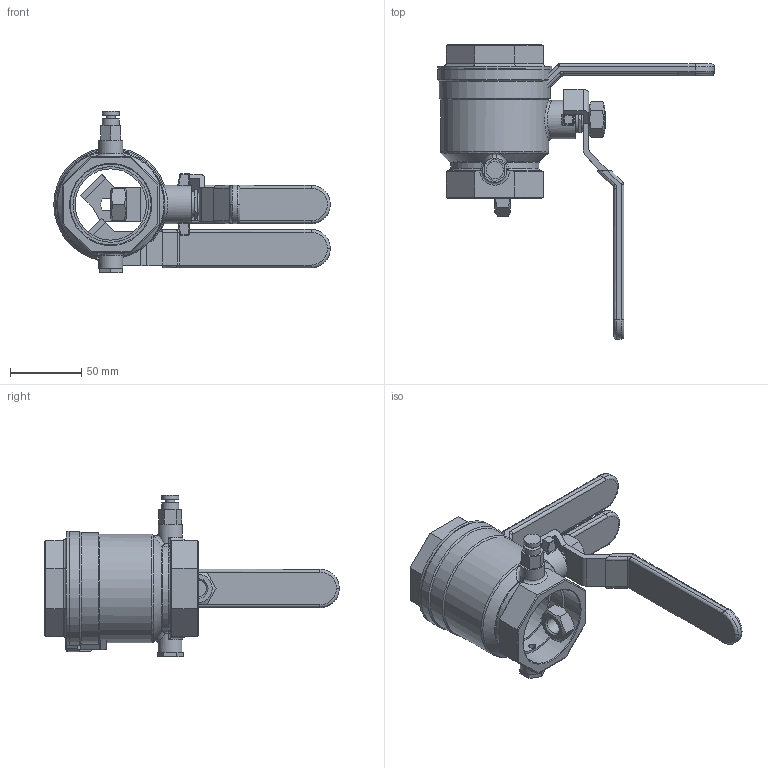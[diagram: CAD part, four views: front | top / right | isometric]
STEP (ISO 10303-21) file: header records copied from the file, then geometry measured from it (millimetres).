
FILE_DESCRIPTION( ( 'Unknown' ), '1' );
FILE_NAME( '704-09.stp', 'Unknown', ( 'Unknown' ), ( 'Unknown' ), 'PSStep 13.0', 'Unknown', ' ' );
FILE_SCHEMA( ( 'AUTOMOTIVE_DESIGN { 1 0 10303 214 1 1 1 1 }' ) );
Length unit declared in the file: millimetre
Products named in the file (6): Stahlgriff 2; Assem1; Stahlgriff-um; Stahlgriff-1; 704-09_Körper; WUERTH 032214 hexagonal nut DIN 934  M14 A2 BLK_EDST
Bounding box: 194 x 206.5 x 113.5 mm (x, y, z)
Volume: 589024.3 mm3; surface area: 188250.6 mm2
Topology: 10 solids, 10 shells, 793 faces, 1937 edges, 1195 vertices
Faces by surface type: plane 451, cylinder 176, bspline 82, cone 24, sphere 24, torus 18, revolution 12, extrusion 6
Full cylindrical faces by diameter (mm): 5 x4, 6.5 x2, 11.835 x2, 12 x4, 16 x2, 17 x4, 18 x2, 27 x2, 50 x2, 53 x2, 56.656 x4, 76 x2, 78 x2, 79.5 x2, 80 x4
Entity records: 17016 total; most frequent: CARTESIAN_POINT 6726, ORIENTED_EDGE 1544, DIRECTION 1468, EDGE_CURVE 772, AXIS2_PLACEMENT_3D 504, VERTEX_POINT 487, VECTOR 456, LINE 454
